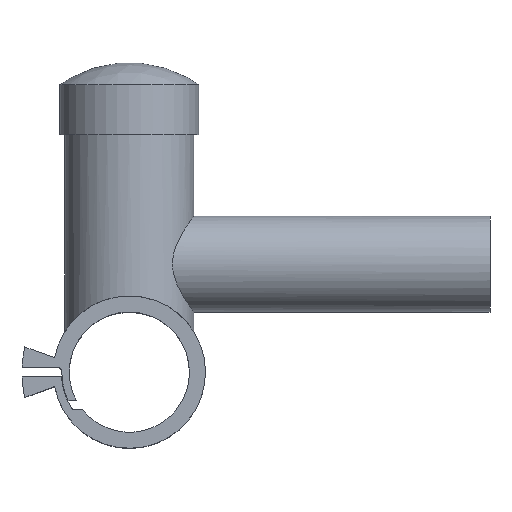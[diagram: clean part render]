
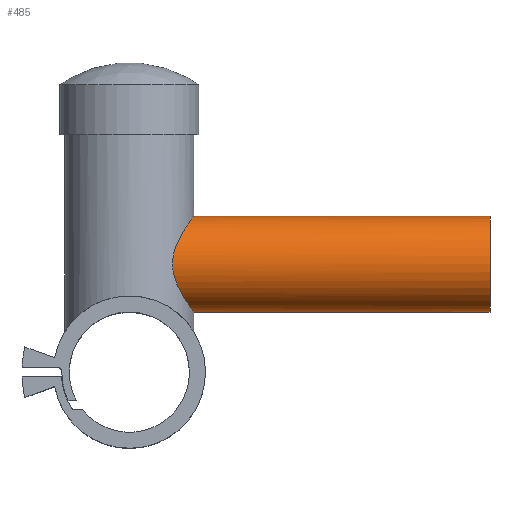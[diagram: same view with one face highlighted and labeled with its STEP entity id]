
A CAD part, top view. The second image highlights one B-rep face of the part: STEP entity #485.
In plain terms, the highlighted cylindrical face has radius 16 mm (diameter 32 mm), a partial arc.
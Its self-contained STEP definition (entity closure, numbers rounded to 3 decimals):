
#213 = VERTEX_POINT( '', #600 );
#257 = EDGE_CURVE( '', #561, #403, #650, .T. );
#295 = EDGE_CURVE( '', #561, #493, #692, .T. );
#391 = EDGE_CURVE( '', #493, #213, #798, .T. );
#403 = VERTEX_POINT( '', #811 );
#461 = VERTEX_POINT( '', #872 );
#477 = EDGE_CURVE( '', #461, #213, #889, .T. );
#485 = ADVANCED_FACE( '', ( #899 ), #900, .T. );
#493 = VERTEX_POINT( '', #908 );
#547 = EDGE_CURVE( '', #403, #461, #969, .T. );
#561 = VERTEX_POINT( '', #985 );
#600 = CARTESIAN_POINT( '', ( 21.5, 52., 0. ) );
#650 = LINE( '', #1174, #1175 );
#692 = B_SPLINE_CURVE_WITH_KNOTS( '', 3, ( #1226, #1227, #1228, #1229, #1230, #1231, #1232, #1233, #1234, #1235, #1236, #1237, #1238, #1239, #1240, #1241, #1242, #1243, #1244, #1245, #1246, #1247 ), .UNSPECIFIED., .F., .F., ( 4, 2, 2, 2, 2, 2, 2, 2, 2, 2, 4 ), ( 76.443, 78.019, 79.596, 82.748, 85.901, 89.054, 92.271, 95.489, 98.706, 100.315, 101.924 ), .UNSPECIFIED. );
#798 = B_SPLINE_CURVE_WITH_KNOTS( '', 3, ( #1389, #1390, #1391, #1392, #1393, #1394, #1395, #1396, #1397, #1398, #1399, #1400, #1401, #1402, #1403, #1404, #1405, #1406, #1407, #1408, #1409, #1410 ), .UNSPECIFIED., .F., .F., ( 4, 2, 2, 2, 2, 2, 2, 2, 2, 2, 4 ), ( 0., 1.609, 3.217, 6.435, 9.652, 12.87, 16.023, 19.175, 22.328, 23.905, 25.481 ), .UNSPECIFIED. );
#811 = CARTESIAN_POINT( '', ( 120., 20., 0. ) );
#872 = CARTESIAN_POINT( '', ( 120., 52., 0. ) );
#889 = LINE( '', #1727, #1728 );
#899 = FACE_OUTER_BOUND( '', #1738, .T. );
#900 = CYLINDRICAL_SURFACE( '', #1739, 16. );
#908 = CARTESIAN_POINT( '', ( 14.361, 36., 16. ) );
#969 = CIRCLE( '', #1895, 16. );
#985 = CARTESIAN_POINT( '', ( 21.5, 20., 0. ) );
#1174 = CARTESIAN_POINT( '', ( 60., 20., 0. ) );
#1175 = VECTOR( '', #2012, 1. );
#1226 = CARTESIAN_POINT( '', ( 21.5, 20., 0. ) );
#1227 = CARTESIAN_POINT( '', ( 21.5, 20., 0.525 ) );
#1228 = CARTESIAN_POINT( '', ( 21.481, 20.026, 1.057 ) );
#1229 = CARTESIAN_POINT( '', ( 21.402, 20.132, 2.12 ) );
#1230 = CARTESIAN_POINT( '', ( 21.343, 20.212, 2.651 ) );
#1231 = CARTESIAN_POINT( '', ( 21.106, 20.533, 4.233 ) );
#1232 = CARTESIAN_POINT( '', ( 20.87, 20.855, 5.268 ) );
#1233 = CARTESIAN_POINT( '', ( 20.274, 21.687, 7.229 ) );
#1234 = CARTESIAN_POINT( '', ( 19.914, 22.198, 8.158 ) );
#1235 = CARTESIAN_POINT( '', ( 19.129, 23.357, 9.86 ) );
#1236 = CARTESIAN_POINT( '', ( 18.704, 24.006, 10.633 ) );
#1237 = CARTESIAN_POINT( '', ( 17.853, 25.381, 12.008 ) );
#1238 = CARTESIAN_POINT( '', ( 17.393, 26.162, 12.66 ) );
#1239 = CARTESIAN_POINT( '', ( 16.49, 27.864, 13.816 ) );
#1240 = CARTESIAN_POINT( '', ( 16.047, 28.785, 14.32 ) );
#1241 = CARTESIAN_POINT( '', ( 15.273, 30.727, 15.143 ) );
#1242 = CARTESIAN_POINT( '', ( 14.942, 31.75, 15.462 ) );
#1243 = CARTESIAN_POINT( '', ( 14.599, 33.325, 15.784 ) );
#1244 = CARTESIAN_POINT( '', ( 14.511, 33.857, 15.865 ) );
#1245 = CARTESIAN_POINT( '', ( 14.392, 34.926, 15.973 ) );
#1246 = CARTESIAN_POINT( '', ( 14.361, 35.464, 16. ) );
#1247 = CARTESIAN_POINT( '', ( 14.361, 36., 16. ) );
#1389 = CARTESIAN_POINT( '', ( 14.361, 36., 16. ) );
#1390 = CARTESIAN_POINT( '', ( 14.361, 36.536, 16. ) );
#1391 = CARTESIAN_POINT( '', ( 14.392, 37.074, 15.973 ) );
#1392 = CARTESIAN_POINT( '', ( 14.511, 38.143, 15.865 ) );
#1393 = CARTESIAN_POINT( '', ( 14.599, 38.675, 15.784 ) );
#1394 = CARTESIAN_POINT( '', ( 14.942, 40.25, 15.462 ) );
#1395 = CARTESIAN_POINT( '', ( 15.273, 41.273, 15.143 ) );
#1396 = CARTESIAN_POINT( '', ( 16.047, 43.215, 14.32 ) );
#1397 = CARTESIAN_POINT( '', ( 16.49, 44.136, 13.816 ) );
#1398 = CARTESIAN_POINT( '', ( 17.393, 45.838, 12.66 ) );
#1399 = CARTESIAN_POINT( '', ( 17.853, 46.619, 12.008 ) );
#1400 = CARTESIAN_POINT( '', ( 18.704, 47.994, 10.633 ) );
#1401 = CARTESIAN_POINT( '', ( 19.129, 48.643, 9.86 ) );
#1402 = CARTESIAN_POINT( '', ( 19.914, 49.802, 8.158 ) );
#1403 = CARTESIAN_POINT( '', ( 20.274, 50.313, 7.229 ) );
#1404 = CARTESIAN_POINT( '', ( 20.87, 51.145, 5.268 ) );
#1405 = CARTESIAN_POINT( '', ( 21.106, 51.467, 4.233 ) );
#1406 = CARTESIAN_POINT( '', ( 21.343, 51.788, 2.651 ) );
#1407 = CARTESIAN_POINT( '', ( 21.402, 51.868, 2.12 ) );
#1408 = CARTESIAN_POINT( '', ( 21.481, 51.974, 1.057 ) );
#1409 = CARTESIAN_POINT( '', ( 21.5, 52., 0.525 ) );
#1410 = CARTESIAN_POINT( '', ( 21.5, 52., 0. ) );
#1727 = CARTESIAN_POINT( '', ( 60., 52., 0. ) );
#1728 = VECTOR( '', #2267, 1. );
#1738 = EDGE_LOOP( '', ( #2298, #2299, #2300, #2301, #2302 ) );
#1739 = AXIS2_PLACEMENT_3D( '', #2303, #2304, #2305 );
#1895 = AXIS2_PLACEMENT_3D( '', #2375, #2376, #2377 );
#2012 = DIRECTION( '', ( 1., 0., 0. ) );
#2267 = DIRECTION( '', ( -1., 0., 0. ) );
#2298 = ORIENTED_EDGE( '', *, *, #477, .T. );
#2299 = ORIENTED_EDGE( '', *, *, #391, .F. );
#2300 = ORIENTED_EDGE( '', *, *, #295, .F. );
#2301 = ORIENTED_EDGE( '', *, *, #257, .T. );
#2302 = ORIENTED_EDGE( '', *, *, #547, .T. );
#2303 = CARTESIAN_POINT( '', ( 60., 36., 0. ) );
#2304 = DIRECTION( '', ( 1., 0., 0. ) );
#2305 = DIRECTION( '', ( 0., 1., 0. ) );
#2375 = CARTESIAN_POINT( '', ( 120., 36., 0. ) );
#2376 = DIRECTION( '', ( -1., 0., 0. ) );
#2377 = DIRECTION( '', ( 0., 1., 0. ) );
